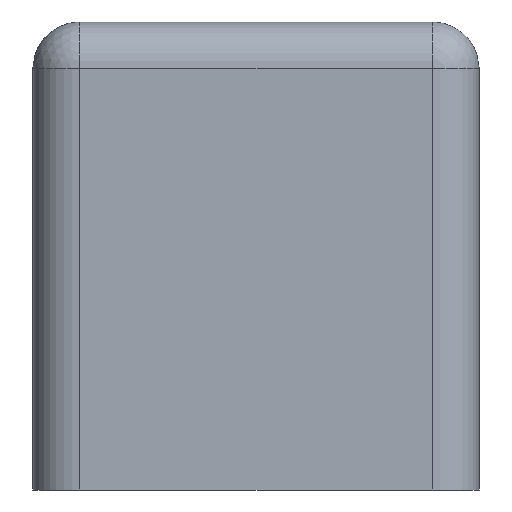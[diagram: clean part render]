
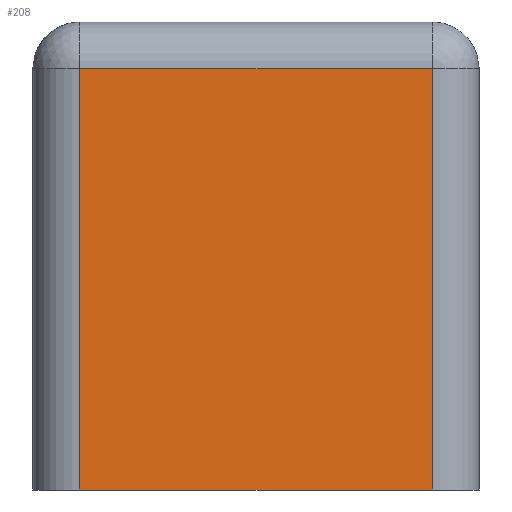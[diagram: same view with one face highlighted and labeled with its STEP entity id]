
A CAD part, front view. The second image highlights one B-rep face of the part: STEP entity #208.
In plain terms, the highlighted planar face has unit normal (0, -1, 0).
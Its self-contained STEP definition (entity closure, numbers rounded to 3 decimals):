
#19=PLANE('',#236);
#21=LINE('',#319,#36);
#22=LINE('',#331,#37);
#25=LINE('',#335,#40);
#34=LINE('',#359,#49);
#36=VECTOR('',#252,10.);
#37=VECTOR('',#265,10.);
#40=VECTOR('',#270,10.);
#49=VECTOR('',#299,10.);
#69=FACE_OUTER_BOUND('',#83,.T.);
#83=EDGE_LOOP('',(#188,#189,#190,#191));
#96=VERTEX_POINT('',#308);
#99=VERTEX_POINT('',#315);
#103=VERTEX_POINT('',#324);
#105=VERTEX_POINT('',#329);
#116=EDGE_CURVE('',#96,#99,#21,.T.);
#121=EDGE_CURVE('',#105,#103,#22,.T.);
#124=EDGE_CURVE('',#103,#96,#25,.T.);
#137=EDGE_CURVE('',#105,#99,#34,.T.);
#188=ORIENTED_EDGE('',*,*,#121,.F.);
#189=ORIENTED_EDGE('',*,*,#137,.T.);
#190=ORIENTED_EDGE('',*,*,#116,.F.);
#191=ORIENTED_EDGE('',*,*,#124,.F.);
#208=ADVANCED_FACE('',(#69),#19,.T.);
#236=AXIS2_PLACEMENT_3D('',#362,#304,#305);
#252=DIRECTION('',(0.,0.,-1.));
#265=DIRECTION('',(0.,0.,1.));
#270=DIRECTION('',(1.,0.,0.));
#299=DIRECTION('',(1.,0.,0.));
#304=DIRECTION('center_axis',(0.,-1.,0.));
#305=DIRECTION('ref_axis',(1.,0.,0.));
#308=CARTESIAN_POINT('',(3.768,-3.175,12.));
#315=CARTESIAN_POINT('',(3.768,-3.175,3.));
#319=CARTESIAN_POINT('',(3.768,-3.175,3.));
#324=CARTESIAN_POINT('',(-3.768,-3.175,12.));
#329=CARTESIAN_POINT('',(-3.768,-3.175,3.));
#331=CARTESIAN_POINT('',(-3.768,-3.175,3.));
#335=CARTESIAN_POINT('',(-2.75,-3.175,12.));
#359=CARTESIAN_POINT('',(-5.5,-3.175,3.));
#362=CARTESIAN_POINT('Origin',(-5.5,-3.175,3.));
